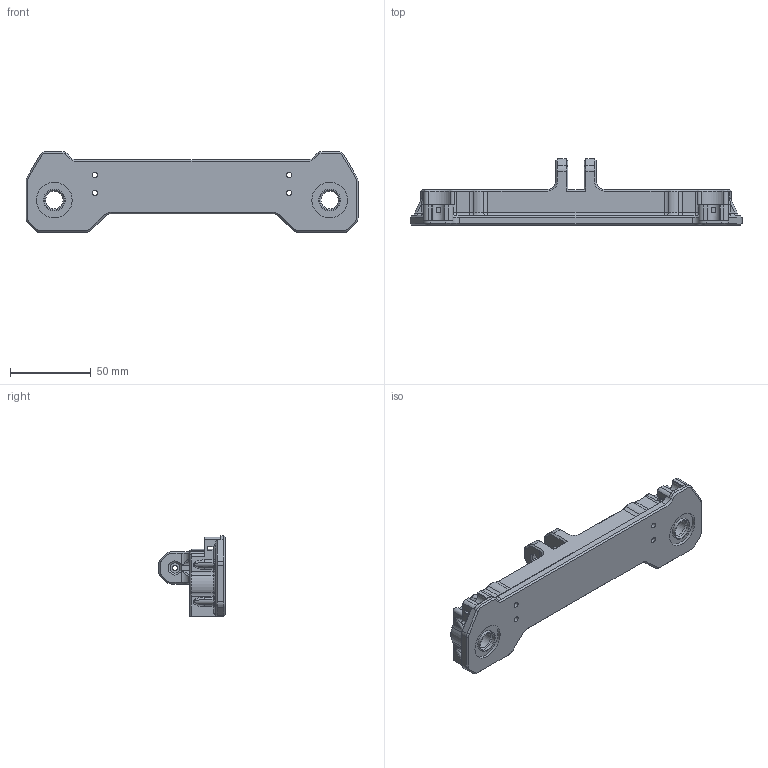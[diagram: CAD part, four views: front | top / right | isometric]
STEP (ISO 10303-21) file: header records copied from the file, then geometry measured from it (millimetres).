
FILE_DESCRIPTION( ( '' ), ' ' );
FILE_NAME( 'y-axis_front.step', '2018-05-30T09:18:41', ( '' ), ( '' ), ' ', ' ', ' ' );
FILE_SCHEMA( ( 'AUTOMOTIVE_DESIGN { 1 0 10303 214 1 1 1 1 }' ) );
Length unit declared in the file: metre
Products named in the file (3): Surface 1; Surface 2; Part 1
Bounding box: 205 x 41 x 50 mm (x, y, z)
Volume: 104225.9 mm3; surface area: 35519.3 mm2
Topology: 1 solids, 3 shells, 498 faces, 1226 edges, 724 vertices
Faces by surface type: plane 199, cylinder 150, cone 95, bspline 26, torus 20, sphere 8
Full cylindrical faces by diameter (mm): 3.2 x2, 3.3 x4, 6.2 x1, 6.3 x4, 10.8 x2, 12.4 x4, 13.4 x2, 22 x2
Entity records: 20326 total; most frequent: CARTESIAN_POINT 4680, DIRECTION 2526, ORIENTED_EDGE 2346, EDGE_CURVE 1175, AXIS2_PLACEMENT_3D 929, VERTEX_POINT 713, LINE 668, VECTOR 668
